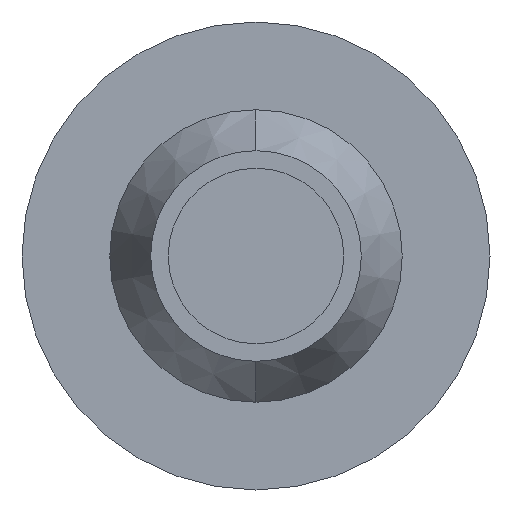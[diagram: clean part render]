
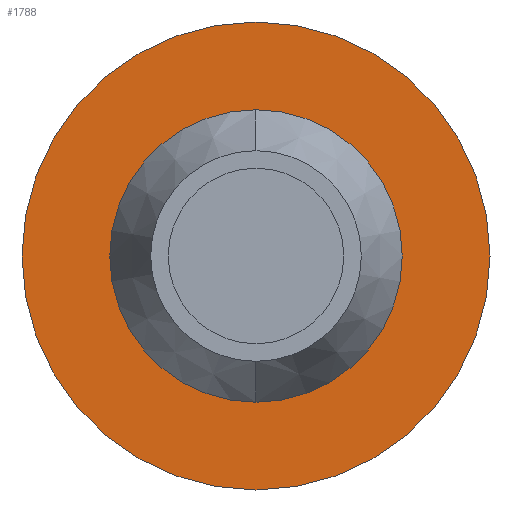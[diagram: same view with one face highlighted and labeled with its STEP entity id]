
A CAD part, left-side view. The second image highlights one B-rep face of the part: STEP entity #1788.
In plain terms, the highlighted planar face has unit normal (-1, 0, 0).
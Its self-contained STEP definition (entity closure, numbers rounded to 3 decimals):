
#93 = VERTEX_POINT ( 'NONE', #989 ) ;
#123 = EDGE_CURVE ( 'NONE', #2611, #1809, #1580, .T. ) ;
#137 = DIRECTION ( 'NONE',  ( -1., 0., 0. ) ) ;
#201 = PLANE ( 'NONE',  #409 ) ;
#248 = EDGE_LOOP ( 'NONE', ( #827, #2700 ) ) ;
#341 = AXIS2_PLACEMENT_3D ( 'NONE', #3227, #137, #1693 ) ;
#409 = AXIS2_PLACEMENT_3D ( 'NONE', #2710, #466, #938 ) ;
#466 = DIRECTION ( 'NONE',  ( 1., 0., 0. ) ) ;
#537 = FACE_OUTER_BOUND ( 'NONE', #981, .T. ) ;
#580 = CARTESIAN_POINT ( 'NONE',  ( -175., 0., 0. ) ) ;
#593 = ORIENTED_EDGE ( 'NONE', *, *, #123, .T. ) ;
#733 = CARTESIAN_POINT ( 'NONE',  ( -175., 0., -40. ) ) ;
#827 = ORIENTED_EDGE ( 'NONE', *, *, #1267, .F. ) ;
#898 = FACE_BOUND ( 'NONE', #248, .T. ) ;
#938 = DIRECTION ( 'NONE',  ( 0., 0., -1. ) ) ;
#981 = EDGE_LOOP ( 'NONE', ( #2260, #593 ) ) ;
#989 = CARTESIAN_POINT ( 'NONE',  ( -175., 0., -25. ) ) ;
#1003 = CARTESIAN_POINT ( 'NONE',  ( -175., 0., 40. ) ) ;
#1056 = DIRECTION ( 'NONE',  ( 0., 0., 1. ) ) ;
#1067 = CIRCLE ( 'NONE', #1413, 25. ) ;
#1267 = EDGE_CURVE ( 'NONE', #1694, #93, #1067, .T. ) ;
#1324 = EDGE_CURVE ( 'NONE', #93, #1694, #2641, .T. ) ;
#1413 = AXIS2_PLACEMENT_3D ( 'NONE', #3066, #2081, #1056 ) ;
#1580 = CIRCLE ( 'NONE', #3021, 40. ) ;
#1614 = DIRECTION ( 'NONE',  ( 0., 0., 1. ) ) ;
#1648 = EDGE_CURVE ( 'NONE', #1809, #2611, #2407, .T. ) ;
#1693 = DIRECTION ( 'NONE',  ( 0., 0., 1. ) ) ;
#1694 = VERTEX_POINT ( 'NONE', #2922 ) ;
#1767 = CARTESIAN_POINT ( 'NONE',  ( -175., 0., 0. ) ) ;
#1788 = ADVANCED_FACE ( 'NONE', ( #898, #537 ), #201, .F. ) ;
#1809 = VERTEX_POINT ( 'NONE', #1003 ) ;
#1970 = AXIS2_PLACEMENT_3D ( 'NONE', #580, #2864, #1614 ) ;
#2081 = DIRECTION ( 'NONE',  ( -1., 0., 0. ) ) ;
#2260 = ORIENTED_EDGE ( 'NONE', *, *, #1648, .T. ) ;
#2407 = CIRCLE ( 'NONE', #341, 40. ) ;
#2524 = DIRECTION ( 'NONE',  ( -1., 0., 0. ) ) ;
#2611 = VERTEX_POINT ( 'NONE', #733 ) ;
#2641 = CIRCLE ( 'NONE', #1970, 25. ) ;
#2700 = ORIENTED_EDGE ( 'NONE', *, *, #1324, .F. ) ;
#2710 = CARTESIAN_POINT ( 'NONE',  ( -175., 40., 0. ) ) ;
#2864 = DIRECTION ( 'NONE',  ( -1., 0., 0. ) ) ;
#2922 = CARTESIAN_POINT ( 'NONE',  ( -175., 0., 25. ) ) ;
#3021 = AXIS2_PLACEMENT_3D ( 'NONE', #1767, #2524, #3305 ) ;
#3066 = CARTESIAN_POINT ( 'NONE',  ( -175., 0., 0. ) ) ;
#3227 = CARTESIAN_POINT ( 'NONE',  ( -175., 0., 0. ) ) ;
#3305 = DIRECTION ( 'NONE',  ( 0., 0., 1. ) ) ;
